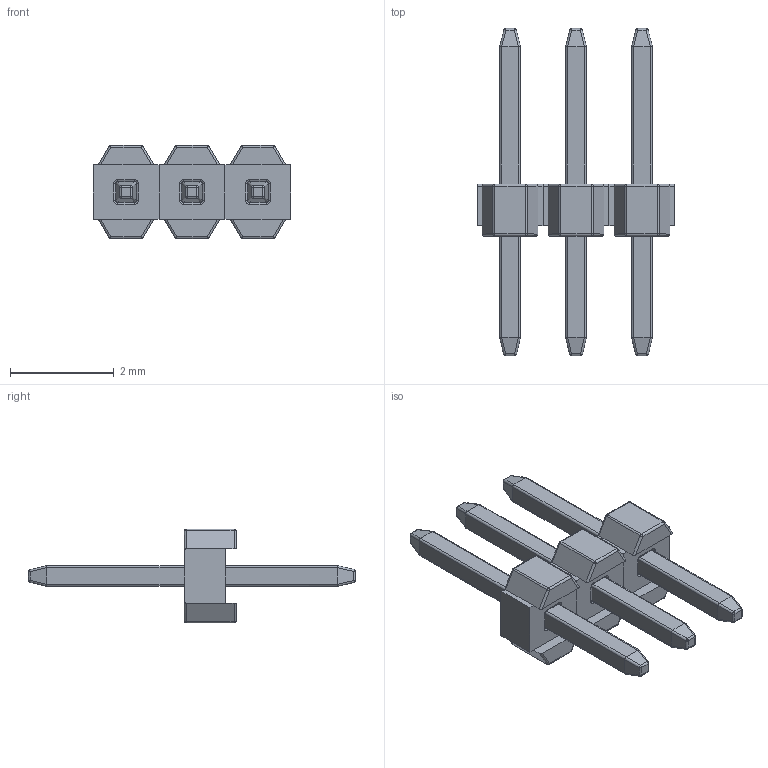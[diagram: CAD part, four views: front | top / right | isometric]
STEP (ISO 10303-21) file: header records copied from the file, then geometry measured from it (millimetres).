
FILE_DESCRIPTION (( 'STEP AP214' ), '1' );
FILE_NAME ('HPH1-A-03-UA.STEP', '2019-04-12T15:43:42', ( '' ), ( '' ), 'SwSTEP 2.0', 'SolidWorks 2014', '' );
FILE_SCHEMA (( 'AUTOMOTIVE_DESIGN' ));
Length unit declared in the file: millimetre
Products named in the file (1): HPH1-A-03-UA
Bounding box: 3.81 x 6.3 x 1.8 mm (x, y, z)
Volume: 7.6 mm3; surface area: 59.9 mm2
Topology: 9 solids, 9 shells, 366 faces, 876 edges, 480 vertices
Faces by surface type: cylinder 168, plane 126, sphere 48, torus 24
Entity records: 10118 total; most frequent: CARTESIAN_POINT 1963, DIRECTION 1742, ORIENTED_EDGE 1656, EDGE_CURVE 828, AXIS2_PLACEMENT_3D 643, VERTEX_POINT 480, LINE 456, VECTOR 456
